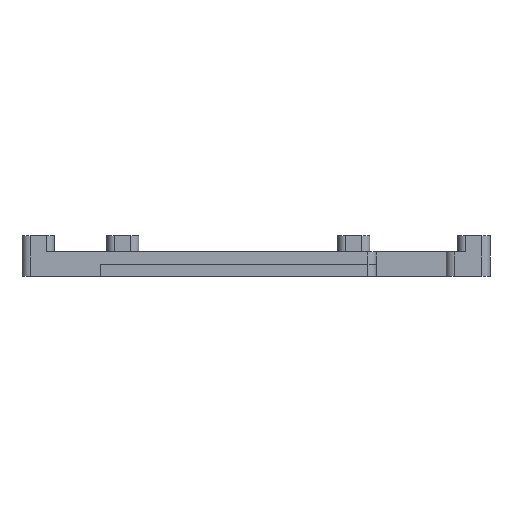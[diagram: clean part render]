
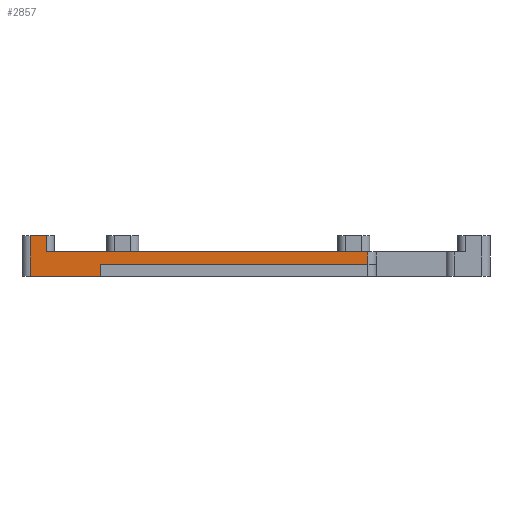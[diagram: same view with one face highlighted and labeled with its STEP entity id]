
A CAD part, front view. The second image highlights one B-rep face of the part: STEP entity #2857.
In plain terms, the highlighted planar face has unit normal (0, -1, 0).
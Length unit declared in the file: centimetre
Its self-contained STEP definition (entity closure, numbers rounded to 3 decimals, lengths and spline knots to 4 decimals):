
#23=LINE($,#4211,#313);
#24=LINE($,#4214,#314);
#27=LINE($,#4220,#317);
#28=LINE($,#4222,#318);
#29=LINE($,#4224,#319);
#30=LINE($,#4226,#320);
#31=LINE($,#4228,#321);
#32=LINE($,#4229,#322);
#313=VECTOR($,#3328,3.325);
#314=VECTOR($,#3331,0.15);
#317=VECTOR($,#3336,0.15);
#318=VECTOR($,#3337,4.0025);
#319=VECTOR($,#3338,0.2);
#320=VECTOR($,#3339,0.2);
#321=VECTOR($,#3340,0.5);
#322=VECTOR($,#3341,0.8775);
#596=PLANE($,#3019);
#731=FACE_OUTER_BOUND($,#875,.T.);
#875=EDGE_LOOP($,(#1944,#1945,#1946,#1947,#1948,#1949,#1950,#1951));
#1207=VERTEX_POINT($,#4196);
#1214=VERTEX_POINT($,#4209);
#1215=VERTEX_POINT($,#4213);
#1217=VERTEX_POINT($,#4219);
#1218=VERTEX_POINT($,#4221);
#1219=VERTEX_POINT($,#4223);
#1220=VERTEX_POINT($,#4225);
#1221=VERTEX_POINT($,#4227);
#1508=EDGE_CURVE($,#1207,#1214,#23,.T.);
#1509=EDGE_CURVE($,#1215,#1207,#24,.T.);
#1512=EDGE_CURVE($,#1217,#1214,#27,.T.);
#1513=EDGE_CURVE($,#1218,#1217,#28,.T.);
#1514=EDGE_CURVE($,#1219,#1218,#29,.T.);
#1515=EDGE_CURVE($,#1220,#1219,#30,.T.);
#1516=EDGE_CURVE($,#1221,#1220,#31,.T.);
#1517=EDGE_CURVE($,#1215,#1221,#32,.F.);
#1944=ORIENTED_EDGE($,*,*,#1509,.T.);
#1945=ORIENTED_EDGE($,*,*,#1508,.T.);
#1946=ORIENTED_EDGE($,*,*,#1512,.F.);
#1947=ORIENTED_EDGE($,*,*,#1513,.F.);
#1948=ORIENTED_EDGE($,*,*,#1514,.F.);
#1949=ORIENTED_EDGE($,*,*,#1515,.F.);
#1950=ORIENTED_EDGE($,*,*,#1516,.F.);
#1951=ORIENTED_EDGE($,*,*,#1517,.F.);
#2857=ADVANCED_FACE($,(#731),#596,.F.);
#3019=AXIS2_PLACEMENT_3D($,#4218,#3334,#3335);
#3328=DIRECTION($,(1.,0.,0.));
#3331=DIRECTION($,(0.,0.,1.));
#3334=DIRECTION('center_axis',(0.,1.,0.));
#3335=DIRECTION('ref_axis',(0.,0.,1.));
#3336=DIRECTION($,(0.,0.,-1.));
#3337=DIRECTION($,(1.,0.,0.));
#3338=DIRECTION($,(0.,0.,-1.));
#3339=DIRECTION($,(1.,0.,0.));
#3340=DIRECTION($,(0.,0.,1.));
#3341=DIRECTION($,(1.,0.,0.));
#4196=CARTESIAN_POINT('',(-2.4125,-0.85,0.15));
#4209=CARTESIAN_POINT('',(0.9125,-0.85,0.15));
#4211=CARTESIAN_POINT($,(-1.945,-0.85,0.15));
#4213=CARTESIAN_POINT('',(-2.4125,-0.85,0.));
#4214=CARTESIAN_POINT($,(-2.4125,-0.85,0.225));
#4218=CARTESIAN_POINT('Origin',(-3.19,-0.85,0.4));
#4219=CARTESIAN_POINT('',(0.9125,-0.85,0.3));
#4220=CARTESIAN_POINT($,(0.9125,-0.85,0.4563));
#4221=CARTESIAN_POINT('',(-3.09,-0.85,0.3));
#4222=CARTESIAN_POINT($,(-1.595,-0.85,0.3));
#4223=CARTESIAN_POINT('',(-3.09,-0.85,0.5));
#4224=CARTESIAN_POINT($,(-3.09,-0.85,0.4));
#4225=CARTESIAN_POINT('',(-3.29,-0.85,0.5));
#4226=CARTESIAN_POINT($,(-3.19,-0.85,0.5));
#4227=CARTESIAN_POINT('',(-3.29,-0.85,0.));
#4228=CARTESIAN_POINT($,(-3.29,-0.85,0.4));
#4229=CARTESIAN_POINT($,(-1.595,-0.85,0.));
